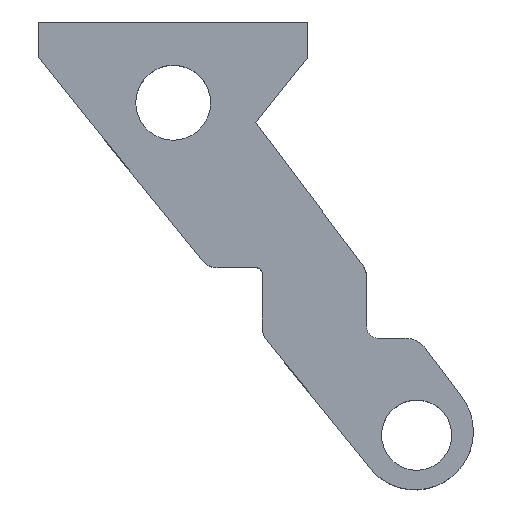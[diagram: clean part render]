
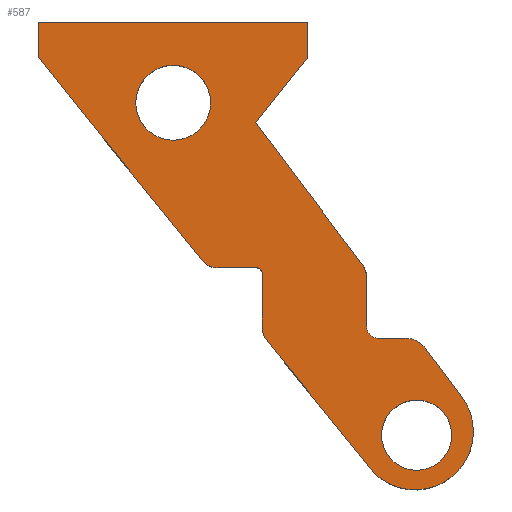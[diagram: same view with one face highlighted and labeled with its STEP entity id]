
A CAD part, top view. The second image highlights one B-rep face of the part: STEP entity #587.
In plain terms, the highlighted planar face has unit normal (0, 0, 1).
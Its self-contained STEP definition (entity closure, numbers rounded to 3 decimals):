
#27=PLANE('',#654);
#29=CIRCLE('',#604,0.241);
#31=CIRCLE('',#608,0.483);
#34=CIRCLE('',#613,1.6);
#36=CIRCLE('',#621,0.832);
#40=CIRCLE('',#629,0.92);
#42=CIRCLE('',#633,2.49);
#44=CIRCLE('',#637,1.105);
#48=CIRCLE('',#645,0.92);
#50=CIRCLE('',#649,1.6);
#51=CIRCLE('',#652,1.5);
#56=LINE('',#839,#110);
#60=LINE('',#858,#114);
#65=LINE('',#874,#119);
#69=LINE('',#882,#123);
#72=LINE('',#888,#126);
#75=LINE('',#894,#129);
#78=LINE('',#900,#132);
#82=LINE('',#911,#136);
#89=LINE('',#943,#143);
#93=LINE('',#955,#147);
#96=LINE('',#965,#150);
#104=LINE('',#999,#158);
#106=LINE('',#1005,#160);
#110=VECTOR('',#670,1000.);
#114=VECTOR('',#682,1000.);
#119=VECTOR('',#695,1000.);
#123=VECTOR('',#701,1000.);
#126=VECTOR('',#706,1000.);
#129=VECTOR('',#711,1000.);
#132=VECTOR('',#716,1000.);
#136=VECTOR('',#728,1000.);
#143=VECTOR('',#751,1000.);
#147=VECTOR('',#763,1000.);
#150=VECTOR('',#774,1000.);
#158=VECTOR('',#798,1000.);
#160=VECTOR('',#808,1000.);
#273=ORIENTED_EDGE('',*,*,#349,.F.);
#274=ORIENTED_EDGE('',*,*,#353,.F.);
#275=ORIENTED_EDGE('',*,*,#356,.F.);
#276=ORIENTED_EDGE('',*,*,#359,.F.);
#277=ORIENTED_EDGE('',*,*,#362,.F.);
#278=ORIENTED_EDGE('',*,*,#365,.T.);
#279=ORIENTED_EDGE('',*,*,#368,.F.);
#280=ORIENTED_EDGE('',*,*,#331,.F.);
#281=ORIENTED_EDGE('',*,*,#335,.F.);
#282=ORIENTED_EDGE('',*,*,#378,.T.);
#283=ORIENTED_EDGE('',*,*,#381,.F.);
#284=ORIENTED_EDGE('',*,*,#384,.T.);
#285=ORIENTED_EDGE('',*,*,#387,.F.);
#286=ORIENTED_EDGE('',*,*,#390,.T.);
#287=ORIENTED_EDGE('',*,*,#392,.F.);
#288=ORIENTED_EDGE('',*,*,#338,.F.);
#289=ORIENTED_EDGE('',*,*,#342,.F.);
#290=ORIENTED_EDGE('',*,*,#403,.T.);
#291=ORIENTED_EDGE('',*,*,#406,.F.);
#292=ORIENTED_EDGE('',*,*,#410,.F.);
#293=ORIENTED_EDGE('',*,*,#345,.T.);
#294=ORIENTED_EDGE('',*,*,#408,.T.);
#295=ORIENTED_EDGE('',*,*,#411,.T.);
#331=EDGE_CURVE('',#415,#416,#29,.T.);
#335=EDGE_CURVE('',#418,#415,#56,.T.);
#338=EDGE_CURVE('',#421,#422,#31,.T.);
#342=EDGE_CURVE('',#424,#421,#60,.T.);
#345=EDGE_CURVE('',#428,#427,#34,.T.);
#349=EDGE_CURVE('',#431,#432,#65,.T.);
#353=EDGE_CURVE('',#434,#431,#69,.T.);
#356=EDGE_CURVE('',#436,#434,#72,.T.);
#359=EDGE_CURVE('',#438,#436,#75,.T.);
#362=EDGE_CURVE('',#440,#438,#78,.T.);
#365=EDGE_CURVE('',#440,#442,#36,.T.);
#368=EDGE_CURVE('',#416,#442,#82,.T.);
#378=EDGE_CURVE('',#418,#449,#40,.T.);
#381=EDGE_CURVE('',#451,#449,#89,.T.);
#384=EDGE_CURVE('',#451,#453,#42,.T.);
#387=EDGE_CURVE('',#455,#453,#93,.T.);
#390=EDGE_CURVE('',#455,#457,#44,.T.);
#392=EDGE_CURVE('',#422,#457,#96,.T.);
#403=EDGE_CURVE('',#424,#464,#48,.T.);
#406=EDGE_CURVE('',#466,#464,#104,.T.);
#408=EDGE_CURVE('',#427,#428,#50,.T.);
#410=EDGE_CURVE('',#432,#466,#106,.T.);
#411=EDGE_CURVE('',#467,#467,#51,.T.);
#415=VERTEX_POINT('',#830);
#416=VERTEX_POINT('',#832);
#418=VERTEX_POINT('',#838);
#421=VERTEX_POINT('',#849);
#422=VERTEX_POINT('',#851);
#424=VERTEX_POINT('',#857);
#427=VERTEX_POINT('',#864);
#428=VERTEX_POINT('',#866);
#431=VERTEX_POINT('',#873);
#432=VERTEX_POINT('',#875);
#434=VERTEX_POINT('',#881);
#436=VERTEX_POINT('',#887);
#438=VERTEX_POINT('',#893);
#440=VERTEX_POINT('',#899);
#442=VERTEX_POINT('',#905);
#449=VERTEX_POINT('',#936);
#451=VERTEX_POINT('',#942);
#453=VERTEX_POINT('',#948);
#455=VERTEX_POINT('',#954);
#457=VERTEX_POINT('',#960);
#464=VERTEX_POINT('',#992);
#466=VERTEX_POINT('',#998);
#467=VERTEX_POINT('',#1008);
#503=EDGE_LOOP('',(#273,#274,#275,#276,#277,#278,#279,#280,#281,#282,#283,
#284,#285,#286,#287,#288,#289,#290,#291,#292));
#504=EDGE_LOOP('',(#293,#294));
#505=EDGE_LOOP('',(#295));
#539=FACE_BOUND('',#503,.T.);
#540=FACE_BOUND('',#504,.T.);
#541=FACE_BOUND('',#505,.T.);
#587=ADVANCED_FACE('',(#539,#540,#541),#27,.T.);
#604=AXIS2_PLACEMENT_3D('',#831,#662,#663);
#608=AXIS2_PLACEMENT_3D('',#850,#674,#675);
#613=AXIS2_PLACEMENT_3D('',#865,#688,#689);
#621=AXIS2_PLACEMENT_3D('',#906,#722,#723);
#629=AXIS2_PLACEMENT_3D('',#937,#745,#746);
#633=AXIS2_PLACEMENT_3D('',#949,#757,#758);
#637=AXIS2_PLACEMENT_3D('',#961,#769,#770);
#645=AXIS2_PLACEMENT_3D('',#993,#792,#793);
#649=AXIS2_PLACEMENT_3D('',#1002,#803,#804);
#652=AXIS2_PLACEMENT_3D('',#1007,#811,#812);
#654=AXIS2_PLACEMENT_3D('',#1011,#815,#816);
#662=DIRECTION('',(0.,0.,1.));
#663=DIRECTION('',(1.,0.,0.));
#670=DIRECTION('',(0.,1.,0.));
#674=DIRECTION('',(0.,0.,1.));
#675=DIRECTION('',(1.,0.,0.));
#682=DIRECTION('',(0.,-1.,0.));
#688=DIRECTION('',(0.,0.,-1.));
#689=DIRECTION('',(1.,0.,0.));
#695=DIRECTION('',(0.,-1.,0.));
#701=DIRECTION('',(1.,0.,0.));
#706=DIRECTION('',(0.,1.,0.));
#711=DIRECTION('',(-0.623,0.783,0.));
#716=DIRECTION('',(-0.629,0.778,0.));
#722=DIRECTION('',(0.,0.,1.));
#723=DIRECTION('',(1.,0.,0.));
#728=DIRECTION('',(-1.,0.,0.));
#745=DIRECTION('',(0.,0.,1.));
#746=DIRECTION('',(1.,0.,0.));
#751=DIRECTION('',(-0.629,0.778,0.));
#757=DIRECTION('',(0.,0.,1.));
#758=DIRECTION('',(1.,0.,0.));
#763=DIRECTION('',(0.601,-0.799,0.));
#769=DIRECTION('',(0.,0.,1.));
#770=DIRECTION('',(1.,0.,0.));
#774=DIRECTION('',(1.,0.,0.));
#792=DIRECTION('',(0.,0.,1.));
#793=DIRECTION('',(1.,0.,0.));
#798=DIRECTION('',(0.601,-0.799,0.));
#803=DIRECTION('',(0.,0.,-1.));
#804=DIRECTION('',(1.,0.,0.));
#808=DIRECTION('',(-0.623,-0.783,0.));
#811=DIRECTION('',(0.,0.,-1.));
#812=DIRECTION('',(1.,0.,0.));
#815=DIRECTION('',(0.,0.,1.));
#816=DIRECTION('',(1.,0.,0.));
#830=CARTESIAN_POINT('',(25.302,-11.941,14.1));
#831=CARTESIAN_POINT('',(25.061,-11.941,14.1));
#832=CARTESIAN_POINT('',(25.061,-11.7,14.1));
#838=CARTESIAN_POINT('',(25.302,-14.234,14.1));
#839=CARTESIAN_POINT('',(25.302,-12.571,14.1));
#849=CARTESIAN_POINT('',(29.755,-14.217,14.1));
#850=CARTESIAN_POINT('',(30.237,-14.217,14.1));
#851=CARTESIAN_POINT('',(30.237,-14.7,14.1));
#857=CARTESIAN_POINT('',(29.755,-12.099,14.1));
#858=CARTESIAN_POINT('',(29.755,-13.709,14.1));
#864=CARTESIAN_POINT('',(21.5,-6.25,14.1));
#865=CARTESIAN_POINT('',(21.5,-4.65,14.1));
#866=CARTESIAN_POINT('',(21.5,-3.05,14.1));
#873=CARTESIAN_POINT('',(27.25,-1.2,14.1));
#874=CARTESIAN_POINT('',(27.25,-1.95,14.1));
#875=CARTESIAN_POINT('',(27.25,-2.7,14.1));
#881=CARTESIAN_POINT('',(15.75,-1.2,14.1));
#882=CARTESIAN_POINT('',(21.5,-1.2,14.1));
#887=CARTESIAN_POINT('',(15.75,-2.7,14.1));
#888=CARTESIAN_POINT('',(15.75,-1.95,14.1));
#893=CARTESIAN_POINT('',(17.978,-5.501,14.1));
#894=CARTESIAN_POINT('',(16.864,-4.101,14.1));
#899=CARTESIAN_POINT('',(22.741,-11.391,14.1));
#900=CARTESIAN_POINT('',(20.359,-8.446,14.1));
#905=CARTESIAN_POINT('',(23.388,-11.7,14.1));
#906=CARTESIAN_POINT('',(23.388,-10.868,14.1));
#911=CARTESIAN_POINT('',(24.224,-11.7,14.1));
#936=CARTESIAN_POINT('',(25.507,-14.812,14.1));
#937=CARTESIAN_POINT('',(26.222,-14.234,14.1));
#942=CARTESIAN_POINT('',(30.063,-20.447,14.1));
#943=CARTESIAN_POINT('',(27.785,-17.63,14.1));
#948=CARTESIAN_POINT('',(33.823,-17.199,14.1));
#949=CARTESIAN_POINT('',(31.834,-18.696,14.1));
#954=CARTESIAN_POINT('',(32.275,-15.141,14.1));
#955=CARTESIAN_POINT('',(33.049,-16.17,14.1));
#960=CARTESIAN_POINT('',(31.391,-14.7,14.1));
#961=CARTESIAN_POINT('',(31.391,-15.805,14.1));
#965=CARTESIAN_POINT('',(30.814,-14.7,14.1));
#992=CARTESIAN_POINT('',(29.57,-11.546,14.1));
#993=CARTESIAN_POINT('',(28.835,-12.099,14.1));
#998=CARTESIAN_POINT('',(25.022,-5.501,14.1));
#999=CARTESIAN_POINT('',(27.296,-8.524,14.1));
#1002=CARTESIAN_POINT('',(21.5,-4.65,14.1));
#1005=CARTESIAN_POINT('',(26.136,-4.101,14.1));
#1007=CARTESIAN_POINT('',(31.899,-18.851,14.1));
#1008=CARTESIAN_POINT('',(33.399,-18.851,14.1));
#1011=CARTESIAN_POINT('',(0.,7.626,14.1));
